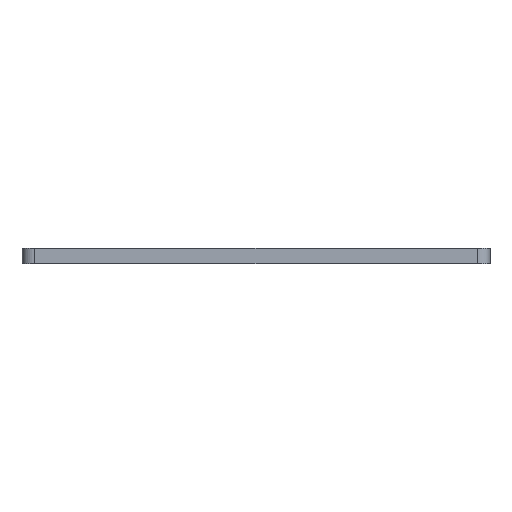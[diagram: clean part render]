
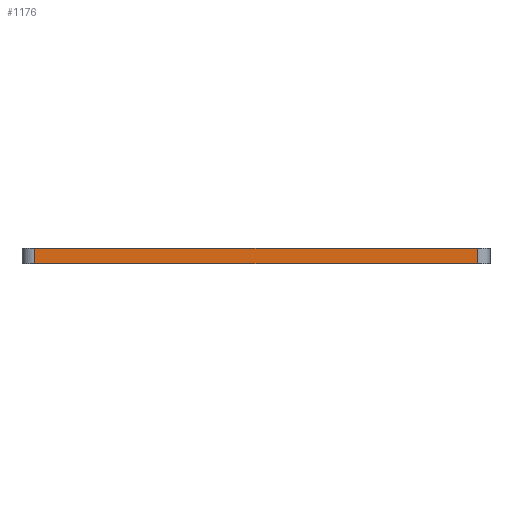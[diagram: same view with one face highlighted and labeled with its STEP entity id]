
A CAD part, front view. The second image highlights one B-rep face of the part: STEP entity #1176.
In plain terms, the highlighted planar face has unit normal (0, -1, 0).
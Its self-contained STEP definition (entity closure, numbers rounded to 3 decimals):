
#81=PLANE('',#1339);
#148=FACE_OUTER_BOUND('',#252,.T.);
#252=EDGE_LOOP('',(#1053,#1054,#1055,#1056));
#268=LINE('',#1767,#348);
#307=LINE('',#1963,#387);
#334=LINE('',#2048,#414);
#335=LINE('',#2050,#415);
#348=VECTOR('',#1383,1.);
#387=VECTOR('',#1594,1.);
#414=VECTOR('',#1709,10.);
#415=VECTOR('',#1712,10.);
#513=VERTEX_POINT('',#1764);
#514=VERTEX_POINT('',#1766);
#584=VERTEX_POINT('',#1960);
#585=VERTEX_POINT('',#1962);
#619=EDGE_CURVE('',#513,#514,#268,.T.);
#715=EDGE_CURVE('',#585,#584,#307,.T.);
#755=EDGE_CURVE('',#514,#584,#334,.T.);
#756=EDGE_CURVE('',#585,#513,#335,.T.);
#1053=ORIENTED_EDGE('',*,*,#755,.F.);
#1054=ORIENTED_EDGE('',*,*,#619,.F.);
#1055=ORIENTED_EDGE('',*,*,#756,.F.);
#1056=ORIENTED_EDGE('',*,*,#715,.T.);
#1176=ADVANCED_FACE('',(#148),#81,.F.);
#1339=AXIS2_PLACEMENT_3D('',#2049,#1710,#1711);
#1383=DIRECTION('',(1.,0.,0.));
#1594=DIRECTION('',(1.,0.,0.));
#1709=DIRECTION('',(0.,0.,-1.));
#1710=DIRECTION('center_axis',(0.,1.,0.));
#1711=DIRECTION('ref_axis',(1.,0.,0.));
#1712=DIRECTION('',(0.,0.,1.));
#1764=CARTESIAN_POINT('',(2.,-3.,6.35));
#1766=CARTESIAN_POINT('',(178.,-3.,6.35));
#1767=CARTESIAN_POINT('',(0.,-3.,6.35));
#1960=CARTESIAN_POINT('',(178.,-3.,0.));
#1962=CARTESIAN_POINT('',(2.,-3.,0.));
#1963=CARTESIAN_POINT('',(0.,-3.,0.));
#2048=CARTESIAN_POINT('',(178.,-3.,0.));
#2049=CARTESIAN_POINT('Origin',(0.,-3.,0.));
#2050=CARTESIAN_POINT('',(2.,-3.,0.));
